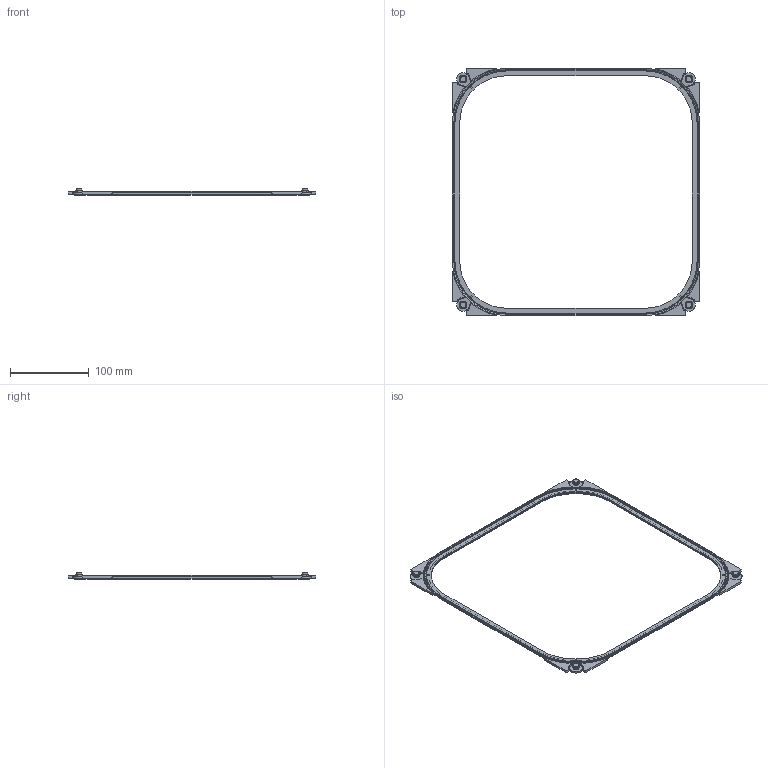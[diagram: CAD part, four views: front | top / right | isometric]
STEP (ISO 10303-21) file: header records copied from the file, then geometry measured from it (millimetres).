
FILE_DESCRIPTION((''),'2;1');
FILE_NAME('T-00648','2022-10-07T13:24:13',('letterg'),(''),'CREO PARAMETRIC BY PTC INC, 2022024','CREO PARAMETRIC BY PTC INC, 2022024','');
FILE_SCHEMA(('AUTOMOTIVE_DESIGN { 1 0 10303 214 1 1 1 1 }'));
Length unit declared in the file: millimetre
Products named in the file (1): T-00648
Bounding box: 313.8 x 313.8 x 8.1 mm (x, y, z)
Volume: 33882.1 mm3; surface area: 58391.9 mm2
Topology: 3 solids, 3 shells, 293 faces, 880 edges, 616 vertices
Faces by surface type: plane 149, cylinder 108, torus 20, cone 16
Entity records: 14855 total; most frequent: DIRECTION 2015, CARTESIAN_POINT 1823, ORIENTED_EDGE 1520, PRESENTATION_STYLE_ASSIGNMENT 945, STYLED_ITEM 945, CURVE_STYLE 942, EDGE_CURVE 760, AXIS2_PLACEMENT_3D 683
